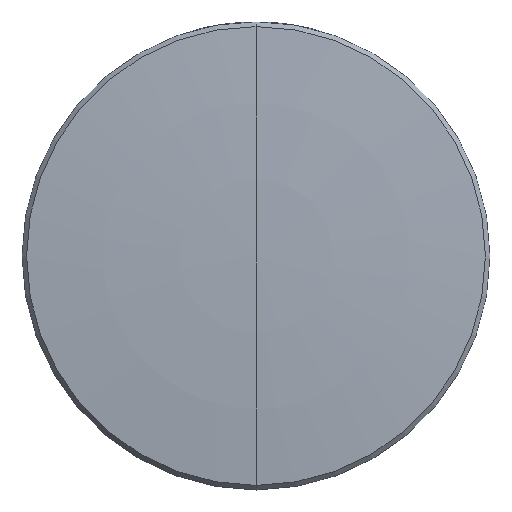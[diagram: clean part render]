
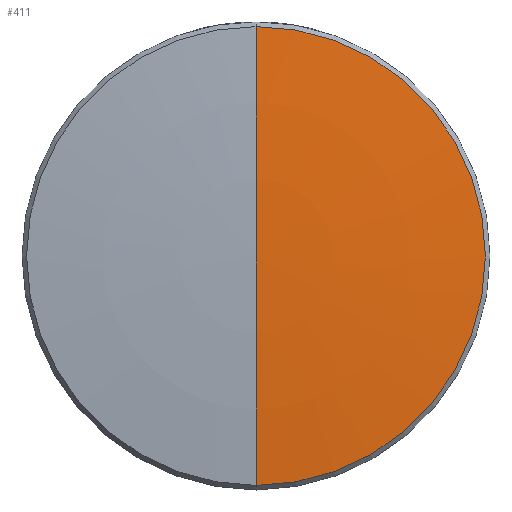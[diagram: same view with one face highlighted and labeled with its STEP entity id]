
A CAD part, top view. The second image highlights one B-rep face of the part: STEP entity #411.
In plain terms, the highlighted toroidal (fillet/blend) face has major radius 0.06 mm and minor radius 138.02 mm.
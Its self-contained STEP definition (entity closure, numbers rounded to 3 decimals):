
#10 = CARTESIAN_POINT ( 'NONE',  ( 12.36, -0.614, 19.674 ) ) ;
#196 = DIRECTION ( 'NONE',  ( 0., 1., 0. ) ) ;
#207 = CARTESIAN_POINT ( 'NONE',  ( 12.36, 11.777, -117.789 ) ) ;
#249 = CARTESIAN_POINT ( 'NONE',  ( 12.36, 11.837, -117.789 ) ) ;
#303 = VERTEX_POINT ( 'NONE', #2072 ) ;
#411 = ADVANCED_FACE ( 'NONE', ( #1850 ), #1303, .T. ) ;
#788 = DIRECTION ( 'NONE',  ( 0., 0., 1. ) ) ;
#857 = CIRCLE ( 'NONE', #1358, 138.02 ) ;
#987 = DIRECTION ( 'NONE',  ( 0., 0., 1. ) ) ;
#1005 = CARTESIAN_POINT ( 'NONE',  ( 12.36, 24.288, 19.674 ) ) ;
#1079 = AXIS2_PLACEMENT_3D ( 'NONE', #249, #1668, #1677 ) ;
#1187 = DIRECTION ( 'NONE',  ( 1., 0., 0. ) ) ;
#1235 = EDGE_LOOP ( 'NONE', ( #1792, #2210, #2154 ) ) ;
#1303 = TOROIDAL_SURFACE ( 'NONE', #1079, 0.06, 138.02 ) ;
#1328 = VERTEX_POINT ( 'NONE', #10 ) ;
#1358 = AXIS2_PLACEMENT_3D ( 'NONE', #207, #1187, #196 ) ;
#1404 = VERTEX_POINT ( 'NONE', #1005 ) ;
#1407 = EDGE_CURVE ( 'NONE', #1328, #1404, #1482, .T. ) ;
#1438 = EDGE_CURVE ( 'NONE', #303, #1328, #857, .T. ) ;
#1482 = CIRCLE ( 'NONE', #2248, 12.451 ) ;
#1603 = CARTESIAN_POINT ( 'NONE',  ( 12.36, 11.837, 19.674 ) ) ;
#1620 = DIRECTION ( 'NONE',  ( -1., 0., 0. ) ) ;
#1668 = DIRECTION ( 'NONE',  ( 0., 0., -1. ) ) ;
#1677 = DIRECTION ( 'NONE',  ( 0., 1., 0. ) ) ;
#1792 = ORIENTED_EDGE ( 'NONE', *, *, #2362, .F. ) ;
#1850 = FACE_OUTER_BOUND ( 'NONE', #1235, .T. ) ;
#1943 = CIRCLE ( 'NONE', #2241, 138.02 ) ;
#2072 = CARTESIAN_POINT ( 'NONE',  ( 12.36, 11.837, 20.231 ) ) ;
#2154 = ORIENTED_EDGE ( 'NONE', *, *, #1407, .T. ) ;
#2210 = ORIENTED_EDGE ( 'NONE', *, *, #1438, .T. ) ;
#2241 = AXIS2_PLACEMENT_3D ( 'NONE', #2436, #1620, #788 ) ;
#2248 = AXIS2_PLACEMENT_3D ( 'NONE', #1603, #987, #2400 ) ;
#2362 = EDGE_CURVE ( 'NONE', #303, #1404, #1943, .T. ) ;
#2400 = DIRECTION ( 'NONE',  ( 0., 1., 0. ) ) ;
#2436 = CARTESIAN_POINT ( 'NONE',  ( 12.36, 11.897, -117.789 ) ) ;
